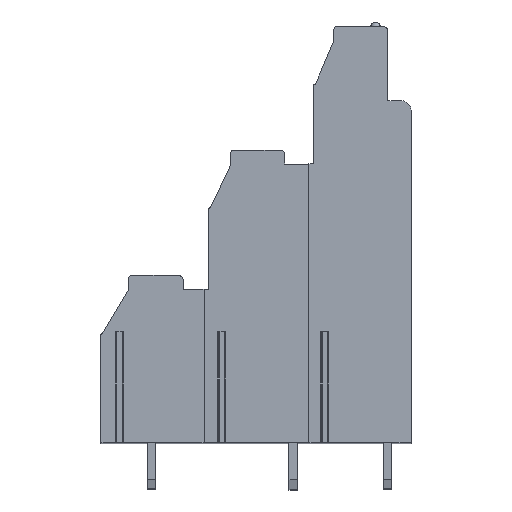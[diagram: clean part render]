
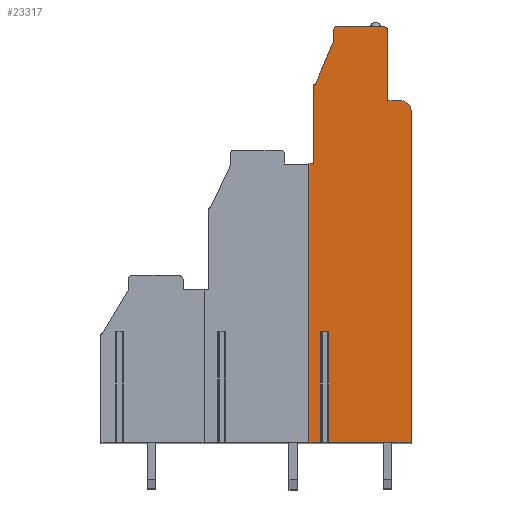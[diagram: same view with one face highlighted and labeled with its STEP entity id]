
A CAD part, top view. The second image highlights one B-rep face of the part: STEP entity #23317.
In plain terms, the highlighted planar face has unit normal (0, 0, 1).
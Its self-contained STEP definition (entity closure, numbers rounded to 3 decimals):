
#2370=DIRECTION('',(1.,0.,0.));
#2371=VECTOR('',#2370,0.856);
#2372=CARTESIAN_POINT('',(0.772,-18.05,63.5));
#2373=LINE('',#2372,#2371);
#2374=DIRECTION('',(0.,-1.,0.));
#2375=VECTOR('',#2374,11.95);
#2376=CARTESIAN_POINT('',(0.772,-18.05,63.5));
#2377=LINE('',#2376,#2375);
#2378=DIRECTION('',(1.,0.,0.));
#2379=VECTOR('',#2378,1.272);
#2380=CARTESIAN_POINT('',(-0.5,-30.,63.5));
#2381=LINE('',#2380,#2379);
#2382=DIRECTION('',(0.,1.,0.));
#2383=VECTOR('',#2382,30.);
#2384=CARTESIAN_POINT('',(-0.5,-30.,63.5));
#2385=LINE('',#2384,#2383);
#2386=DIRECTION('',(-1.,0.,0.));
#2387=VECTOR('',#2386,0.5);
#2388=CARTESIAN_POINT('',(0.,0.,63.5));
#2389=LINE('',#2388,#2387);
#2390=DIRECTION('',(0.,-1.,0.));
#2391=VECTOR('',#2390,8.4);
#2392=CARTESIAN_POINT('',(0.,8.4,63.5));
#2393=LINE('',#2392,#2391);
#2394=CARTESIAN_POINT('',(0.2,8.4,63.5));
#2395=DIRECTION('',(0.,0.,1.));
#2396=DIRECTION('',(0.,1.,0.));
#2397=AXIS2_PLACEMENT_3D('',#2394,#2395,#2396);
#2399=DIRECTION('',(-0.392,-0.92,0.));
#2400=VECTOR('',#2399,5.108);
#2401=CARTESIAN_POINT('',(2.2,13.3,63.5));
#2402=LINE('',#2401,#2400);
#2403=DIRECTION('',(0.,-1.,0.));
#2404=VECTOR('',#2403,1.2);
#2405=CARTESIAN_POINT('',(2.2,14.5,63.5));
#2406=LINE('',#2405,#2404);
#2407=CARTESIAN_POINT('',(2.5,14.5,63.5));
#2408=DIRECTION('',(0.,0.,1.));
#2409=DIRECTION('',(0.,1.,0.));
#2410=AXIS2_PLACEMENT_3D('',#2407,#2408,#2409);
#2412=DIRECTION('',(-1.,0.,0.));
#2413=VECTOR('',#2412,5.);
#2414=CARTESIAN_POINT('',(7.5,14.8,63.5));
#2415=LINE('',#2414,#2413);
#2416=CARTESIAN_POINT('',(7.5,14.3,63.5));
#2417=DIRECTION('',(0.,0.,1.));
#2418=DIRECTION('',(1.,0.,0.));
#2419=AXIS2_PLACEMENT_3D('',#2416,#2417,#2418);
#2421=DIRECTION('',(0.,1.,0.));
#2422=VECTOR('',#2421,7.5);
#2423=CARTESIAN_POINT('',(8.,6.8,63.5));
#2424=LINE('',#2423,#2422);
#2425=DIRECTION('',(-1.,0.,0.));
#2426=VECTOR('',#2425,1.5);
#2427=CARTESIAN_POINT('',(9.5,6.8,63.5));
#2428=LINE('',#2427,#2426);
#2429=CARTESIAN_POINT('',(9.5,5.8,63.5));
#2430=DIRECTION('',(0.,0.,1.));
#2431=DIRECTION('',(1.,0.,0.));
#2432=AXIS2_PLACEMENT_3D('',#2429,#2430,#2431);
#2434=DIRECTION('',(0.,1.,0.));
#2435=VECTOR('',#2434,35.8);
#2436=CARTESIAN_POINT('',(10.5,-30.,63.5));
#2437=LINE('',#2436,#2435);
#2438=DIRECTION('',(1.,0.,0.));
#2439=VECTOR('',#2438,8.872);
#2440=CARTESIAN_POINT('',(1.628,-30.,63.5));
#2441=LINE('',#2440,#2439);
#2442=DIRECTION('',(0.,-1.,0.));
#2443=VECTOR('',#2442,11.95);
#2444=CARTESIAN_POINT('',(1.628,-18.05,63.5));
#2445=LINE('',#2444,#2443);
#15955=CARTESIAN_POINT('',(10.5,-30.,63.5));
#15956=CARTESIAN_POINT('',(10.5,5.8,63.5));
#15957=VERTEX_POINT('',#15955);
#15958=VERTEX_POINT('',#15956);
#15959=CARTESIAN_POINT('',(9.5,6.8,63.5));
#15960=VERTEX_POINT('',#15959);
#15961=CARTESIAN_POINT('',(8.,6.8,63.5));
#15962=VERTEX_POINT('',#15961);
#15963=CARTESIAN_POINT('',(8.,14.3,63.5));
#15964=VERTEX_POINT('',#15963);
#15965=CARTESIAN_POINT('',(7.5,14.8,63.5));
#15966=VERTEX_POINT('',#15965);
#15967=CARTESIAN_POINT('',(2.5,14.8,63.5));
#15968=VERTEX_POINT('',#15967);
#15969=CARTESIAN_POINT('',(2.2,14.5,63.5));
#15970=VERTEX_POINT('',#15969);
#15971=CARTESIAN_POINT('',(2.2,13.3,63.5));
#15972=VERTEX_POINT('',#15971);
#15973=CARTESIAN_POINT('',(0.2,8.6,63.5));
#15974=VERTEX_POINT('',#15973);
#15975=CARTESIAN_POINT('',(0.,8.4,63.5));
#15976=VERTEX_POINT('',#15975);
#15977=CARTESIAN_POINT('',(0.,0.,63.5));
#15978=VERTEX_POINT('',#15977);
#16003=CARTESIAN_POINT('',(-0.5,-30.,63.5));
#16004=CARTESIAN_POINT('',(-0.5,0.,63.5));
#16005=VERTEX_POINT('',#16003);
#16006=VERTEX_POINT('',#16004);
#16063=CARTESIAN_POINT('',(0.772,-18.05,63.5));
#16064=CARTESIAN_POINT('',(1.628,-18.05,63.5));
#16065=VERTEX_POINT('',#16063);
#16066=VERTEX_POINT('',#16064);
#16071=CARTESIAN_POINT('',(0.772,-30.,63.5));
#16072=VERTEX_POINT('',#16071);
#16073=CARTESIAN_POINT('',(1.628,-30.,63.5));
#16074=VERTEX_POINT('',#16073);
#23276=CARTESIAN_POINT('',(0.,0.,63.5));
#23277=DIRECTION('',(0.,0.,1.));
#23278=DIRECTION('',(1.,0.,0.));
#23279=AXIS2_PLACEMENT_3D('',#23276,#23277,#23278);
#23280=PLANE('',#23279);
#23282=ORIENTED_EDGE('',*,*,#23281,.F.);
#23284=ORIENTED_EDGE('',*,*,#23283,.T.);
#23285=ORIENTED_EDGE('',*,*,#22811,.F.);
#23287=ORIENTED_EDGE('',*,*,#23286,.T.);
#23289=ORIENTED_EDGE('',*,*,#23288,.F.);
#23291=ORIENTED_EDGE('',*,*,#23290,.F.);
#23293=ORIENTED_EDGE('',*,*,#23292,.F.);
#23295=ORIENTED_EDGE('',*,*,#23294,.F.);
#23297=ORIENTED_EDGE('',*,*,#23296,.F.);
#23299=ORIENTED_EDGE('',*,*,#23298,.F.);
#23301=ORIENTED_EDGE('',*,*,#23300,.F.);
#23303=ORIENTED_EDGE('',*,*,#23302,.F.);
#23305=ORIENTED_EDGE('',*,*,#23304,.F.);
#23307=ORIENTED_EDGE('',*,*,#23306,.F.);
#23309=ORIENTED_EDGE('',*,*,#23308,.F.);
#23311=ORIENTED_EDGE('',*,*,#23310,.F.);
#23312=ORIENTED_EDGE('',*,*,#22827,.F.);
#23314=ORIENTED_EDGE('',*,*,#23313,.F.);
#23315=EDGE_LOOP('',(#23282,#23284,#23285,#23287,#23289,#23291,#23293,#23295,
#23297,#23299,#23301,#23303,#23305,#23307,#23309,#23311,#23312,#23314));
#23316=FACE_OUTER_BOUND('',#23315,.F.);
#23317=ADVANCED_FACE('',(#23316),#23280,.T.);
#2398=CIRCLE('',#2397,0.2);
#2411=CIRCLE('',#2410,0.3);
#2420=CIRCLE('',#2419,0.5);
#2433=CIRCLE('',#2432,1.);
#22811=EDGE_CURVE('',#16005,#16072,#2381,.T.);
#22827=EDGE_CURVE('',#16074,#15957,#2441,.T.);
#23281=EDGE_CURVE('',#16065,#16066,#2373,.T.);
#23283=EDGE_CURVE('',#16065,#16072,#2377,.T.);
#23286=EDGE_CURVE('',#16005,#16006,#2385,.T.);
#23288=EDGE_CURVE('',#15978,#16006,#2389,.T.);
#23290=EDGE_CURVE('',#15976,#15978,#2393,.T.);
#23292=EDGE_CURVE('',#15974,#15976,#2398,.T.);
#23294=EDGE_CURVE('',#15972,#15974,#2402,.T.);
#23296=EDGE_CURVE('',#15970,#15972,#2406,.T.);
#23298=EDGE_CURVE('',#15968,#15970,#2411,.T.);
#23300=EDGE_CURVE('',#15966,#15968,#2415,.T.);
#23302=EDGE_CURVE('',#15964,#15966,#2420,.T.);
#23304=EDGE_CURVE('',#15962,#15964,#2424,.T.);
#23306=EDGE_CURVE('',#15960,#15962,#2428,.T.);
#23308=EDGE_CURVE('',#15958,#15960,#2433,.T.);
#23310=EDGE_CURVE('',#15957,#15958,#2437,.T.);
#23313=EDGE_CURVE('',#16066,#16074,#2445,.T.);
